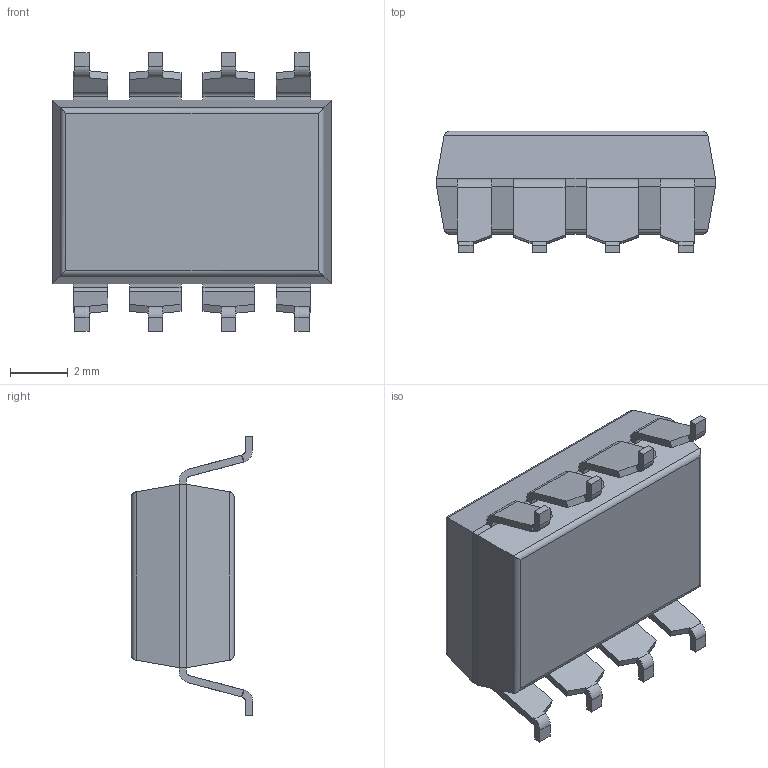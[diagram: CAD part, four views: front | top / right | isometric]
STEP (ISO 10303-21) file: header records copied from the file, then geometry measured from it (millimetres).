
FILE_DESCRIPTION (( 'STEP AP214' ), '1' );
FILE_NAME ('SMD PDIP 8.STEP', '2018-11-05T20:05:03', ( '' ), ( '' ), 'SwSTEP 2.0', 'SolidWorks 2018', '' );
FILE_SCHEMA (( 'AUTOMOTIVE_DESIGN' ));
Length unit declared in the file: millimetre
Products named in the file (1): SMD PDIP 8
Bounding box: 9.65 x 4.2 x 9.65 mm (x, y, z)
Volume: 210.5 mm3; surface area: 294.3 mm2
Topology: 9 solids, 9 shells, 169 faces, 410 edges, 260 vertices
Faces by surface type: plane 127, cylinder 42
Entity records: 4991 total; most frequent: CARTESIAN_POINT 864, ORIENTED_EDGE 820, DIRECTION 810, EDGE_CURVE 410, VECTOR 334, LINE 334, VERTEX_POINT 260, AXIS2_PLACEMENT_3D 238
